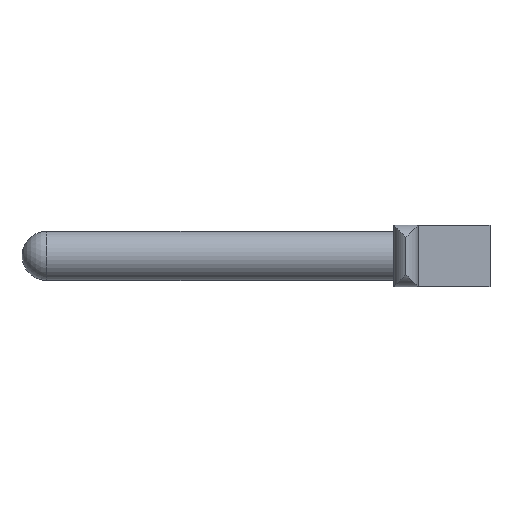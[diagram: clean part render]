
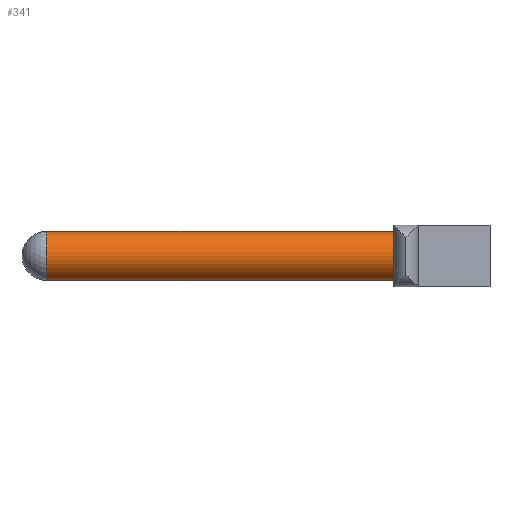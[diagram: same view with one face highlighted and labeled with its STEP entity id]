
A CAD part, left-side view. The second image highlights one B-rep face of the part: STEP entity #341.
In plain terms, the highlighted cylindrical face has radius 2 mm (diameter 4 mm), a full revolution.
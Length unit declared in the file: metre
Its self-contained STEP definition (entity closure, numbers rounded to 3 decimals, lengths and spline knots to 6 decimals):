
#16=CIRCLE('',#379,0.002);
#23=CIRCLE('',#394,0.002);
#118=ORIENTED_EDGE('',*,*,#165,.T.);
#119=ORIENTED_EDGE('',*,*,#151,.F.);
#151=EDGE_CURVE('',#184,#184,#16,.T.);
#165=EDGE_CURVE('',#193,#193,#23,.T.);
#184=VERTEX_POINT('',#566);
#193=VERTEX_POINT('',#597);
#272=EDGE_LOOP('',(#118));
#273=EDGE_LOOP('',(#119));
#304=FACE_BOUND('',#272,.T.);
#305=FACE_BOUND('',#273,.T.);
#321=CYLINDRICAL_SURFACE('',#393,0.002);
#341=ADVANCED_FACE('',(#304,#305),#321,.T.);
#379=AXIS2_PLACEMENT_3D('',#565,#460,#461);
#393=AXIS2_PLACEMENT_3D('',#595,#495,#496);
#394=AXIS2_PLACEMENT_3D('',#596,#497,#498);
#460=DIRECTION('',(0.,-1.,0.));
#461=DIRECTION('',(0.,0.,1.));
#495=DIRECTION('',(0.,-1.,0.));
#496=DIRECTION('',(0.,0.,-1.));
#497=DIRECTION('',(0.,-1.,0.));
#498=DIRECTION('',(0.,0.,-1.));
#565=CARTESIAN_POINT('',(-0.037288,0.004113,0.0025));
#566=CARTESIAN_POINT('',(-0.037288,0.004113,0.0045));
#595=CARTESIAN_POINT('',(-0.037288,0.034113,0.0025));
#596=CARTESIAN_POINT('',(-0.037288,0.032113,0.0025));
#597=CARTESIAN_POINT('',(-0.037288,0.032113,0.0005));
